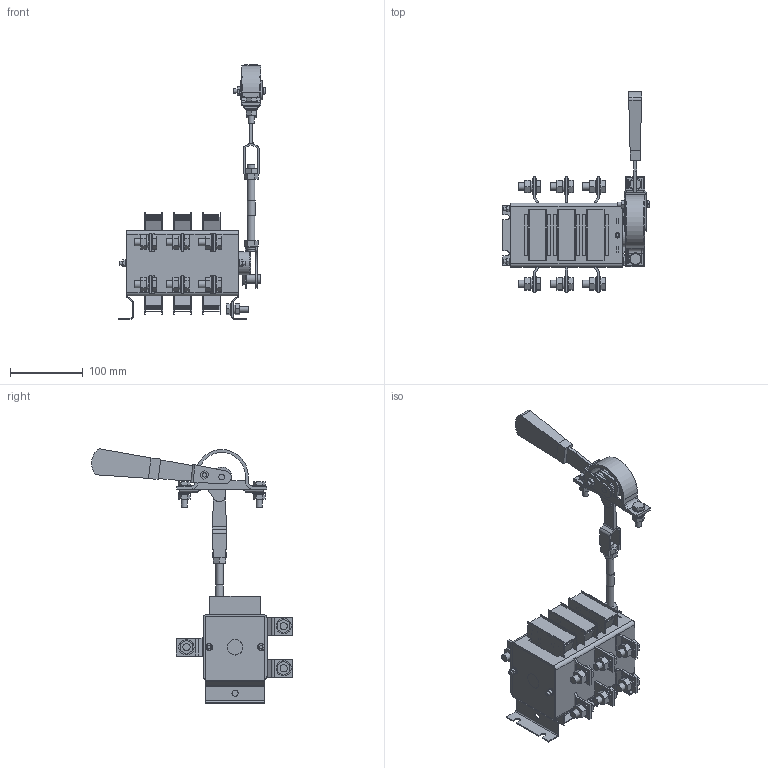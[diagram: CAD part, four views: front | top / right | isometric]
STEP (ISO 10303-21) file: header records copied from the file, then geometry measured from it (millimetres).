
FILE_DESCRIPTION (( 'STEP AP214' ), '1' );
FILE_NAME ('SRK01-221-250 Âûêëþ÷àòåëü-ðàçúåäèíèòåëü ÂÐ32È-35A71240 250À IEK.STEP', '2018-05-17T12:38:15', ( '' ), ( '' ), 'SwSTEP 2.0', 'SolidWorks 2014', '' );
FILE_SCHEMA (( 'AUTOMOTIVE_DESIGN' ));
Length unit declared in the file: millimetre
Products named in the file (1): SRK01-221-250 Âûêëþ÷àòåëü-ðàçúåäèíèòåëü ÂÐ32È-35A71240 250À IEK
Bounding box: 202 x 276.65 x 350.14 mm (x, y, z)
Volume: 1097471.6 mm3; surface area: 457685.6 mm2
Topology: 38 solids, 39 shells, 2431 faces, 6788 edges, 4504 vertices
Faces by surface type: plane 1660, cylinder 764, bspline 3, torus 3, cone 1
Full cylindrical faces by diameter (mm): 5 x8, 5.2 x4, 6 x2, 6.2 x1, 7 x1, 7.2 x1, 8 x12, 8.2 x7, 8.5 x2, 9.2 x4, 9.998 x2, 10 x26, 10.3 x18, 10.6 x1, 11.2 x9, 11.364 x1, 12 x4, 12.4 x1, 12.5 x3, 15 x2, 17 x7, 18 x1, 21 x18, 21.3 x2, 21.5 x2, 22.3 x1, 32 x1
Entity records: 77784 total; most frequent: CARTESIAN_POINT 14058, ORIENTED_EDGE 13174, DIRECTION 12885, EDGE_CURVE 6587, VECTOR 4899, LINE 4899, VERTEX_POINT 4448, AXIS2_PLACEMENT_3D 3993
